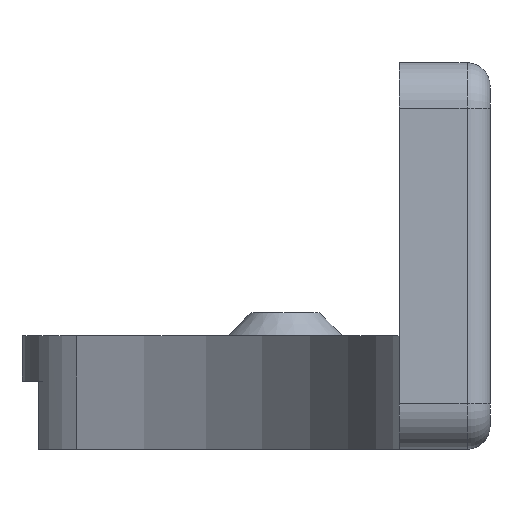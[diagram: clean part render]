
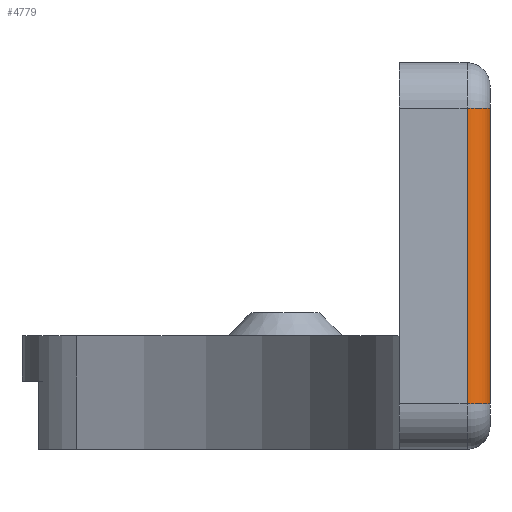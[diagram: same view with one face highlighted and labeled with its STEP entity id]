
A CAD part, front view. The second image highlights one B-rep face of the part: STEP entity #4779.
In plain terms, the highlighted cylindrical face has radius 1 mm (diameter 2 mm), a partial arc.
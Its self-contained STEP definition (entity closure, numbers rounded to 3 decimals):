
#887 = PLANE('',#888);
#888 = AXIS2_PLACEMENT_3D('',#889,#890,#891);
#889 = CARTESIAN_POINT('',(70.,0.1,38.));
#890 = DIRECTION('',(1.,0.,0.));
#891 = DIRECTION('',(0.,0.,-1.));
#1136 = PLANE('',#1137);
#1137 = AXIS2_PLACEMENT_3D('',#1138,#1139,#1140);
#1138 = CARTESIAN_POINT('',(68.,-27.9,44.5));
#1139 = DIRECTION('',(0.,-1.,0.));
#1140 = DIRECTION('',(0.,0.,-1.));
#2474 = VERTEX_POINT('',#2475);
#2475 = CARTESIAN_POINT('',(70.,-26.9,44.5));
#2494 = TOROIDAL_SURFACE('',#2495,1.,1.);
#2495 = AXIS2_PLACEMENT_3D('',#2496,#2497,#2498);
#2496 = CARTESIAN_POINT('',(69.,-25.9,44.5));
#2497 = DIRECTION('',(-1.,0.,0.));
#2498 = DIRECTION('',(0.,-1.,0.));
#2506 = EDGE_CURVE('',#2507,#2474,#2509,.T.);
#2507 = VERTEX_POINT('',#2508);
#2508 = CARTESIAN_POINT('',(70.,-26.9,31.5));
#2509 = SURFACE_CURVE('',#2510,(#2514,#2521),.PCURVE_S1.);
#2510 = LINE('',#2511,#2512);
#2511 = CARTESIAN_POINT('',(70.,-26.9,31.5));
#2512 = VECTOR('',#2513,1.);
#2513 = DIRECTION('',(0.,0.,1.));
#2514 = PCURVE('',#887,#2515);
#2515 = DEFINITIONAL_REPRESENTATION('',(#2516),#2520);
#2516 = LINE('',#2517,#2518);
#2517 = CARTESIAN_POINT('',(6.5,-27.));
#2518 = VECTOR('',#2519,1.);
#2519 = DIRECTION('',(-1.,0.));
#2520 = ( GEOMETRIC_REPRESENTATION_CONTEXT(2) 
PARAMETRIC_REPRESENTATION_CONTEXT() REPRESENTATION_CONTEXT('2D SPACE',''
  ) );
#2521 = PCURVE('',#2522,#2527);
#2522 = CYLINDRICAL_SURFACE('',#2523,1.);
#2523 = AXIS2_PLACEMENT_3D('',#2524,#2525,#2526);
#2524 = CARTESIAN_POINT('',(69.,-26.9,31.5));
#2525 = DIRECTION('',(0.,0.,1.));
#2526 = DIRECTION('',(1.,0.,0.));
#2527 = DEFINITIONAL_REPRESENTATION('',(#2528),#2532);
#2528 = LINE('',#2529,#2530);
#2529 = CARTESIAN_POINT('',(-0.,0.));
#2530 = VECTOR('',#2531,1.);
#2531 = DIRECTION('',(-0.,1.));
#2532 = ( GEOMETRIC_REPRESENTATION_CONTEXT(2) 
PARAMETRIC_REPRESENTATION_CONTEXT() REPRESENTATION_CONTEXT('2D SPACE',''
  ) );
#2555 = TOROIDAL_SURFACE('',#2556,1.,1.);
#2556 = AXIS2_PLACEMENT_3D('',#2557,#2558,#2559);
#2557 = CARTESIAN_POINT('',(69.,-25.9,31.5));
#2558 = DIRECTION('',(-1.,0.,0.));
#2559 = DIRECTION('',(0.,0.,-1.));
#2984 = VERTEX_POINT('',#2985);
#2985 = CARTESIAN_POINT('',(69.,-27.9,44.5));
#3118 = VERTEX_POINT('',#3119);
#3119 = CARTESIAN_POINT('',(69.,-27.9,31.5));
#3162 = EDGE_CURVE('',#3118,#2984,#3163,.T.);
#3163 = SURFACE_CURVE('',#3164,(#3168,#3175),.PCURVE_S1.);
#3164 = LINE('',#3165,#3166);
#3165 = CARTESIAN_POINT('',(69.,-27.9,31.5));
#3166 = VECTOR('',#3167,1.);
#3167 = DIRECTION('',(0.,0.,1.));
#3168 = PCURVE('',#1136,#3169);
#3169 = DEFINITIONAL_REPRESENTATION('',(#3170),#3174);
#3170 = LINE('',#3171,#3172);
#3171 = CARTESIAN_POINT('',(13.,1.));
#3172 = VECTOR('',#3173,1.);
#3173 = DIRECTION('',(-1.,0.));
#3174 = ( GEOMETRIC_REPRESENTATION_CONTEXT(2) 
PARAMETRIC_REPRESENTATION_CONTEXT() REPRESENTATION_CONTEXT('2D SPACE',''
  ) );
#3175 = PCURVE('',#2522,#3176);
#3176 = DEFINITIONAL_REPRESENTATION('',(#3177),#3181);
#3177 = LINE('',#3178,#3179);
#3178 = CARTESIAN_POINT('',(-1.571,0.));
#3179 = VECTOR('',#3180,1.);
#3180 = DIRECTION('',(-0.,1.));
#3181 = ( GEOMETRIC_REPRESENTATION_CONTEXT(2) 
PARAMETRIC_REPRESENTATION_CONTEXT() REPRESENTATION_CONTEXT('2D SPACE',''
  ) );
#4731 = EDGE_CURVE('',#2474,#2984,#4732,.T.);
#4732 = SURFACE_CURVE('',#4733,(#4738,#4744),.PCURVE_S1.);
#4733 = CIRCLE('',#4734,1.);
#4734 = AXIS2_PLACEMENT_3D('',#4735,#4736,#4737);
#4735 = CARTESIAN_POINT('',(69.,-26.9,44.5));
#4736 = DIRECTION('',(0.,0.,-1.));
#4737 = DIRECTION('',(1.,0.,0.));
#4738 = PCURVE('',#2494,#4739);
#4739 = DEFINITIONAL_REPRESENTATION('',(#4740),#4743);
#4740 = B_SPLINE_CURVE_WITH_KNOTS('',1,(#4741,#4742),.UNSPECIFIED.,.F.,
  .F.,(2,2),(0.,1.571),.PIECEWISE_BEZIER_KNOTS.);
#4741 = CARTESIAN_POINT('',(0.,4.712));
#4742 = CARTESIAN_POINT('',(0.,6.283));
#4743 = ( GEOMETRIC_REPRESENTATION_CONTEXT(2) 
PARAMETRIC_REPRESENTATION_CONTEXT() REPRESENTATION_CONTEXT('2D SPACE',''
  ) );
#4744 = PCURVE('',#2522,#4745);
#4745 = DEFINITIONAL_REPRESENTATION('',(#4746),#4749);
#4746 = B_SPLINE_CURVE_WITH_KNOTS('',1,(#4747,#4748),.UNSPECIFIED.,.F.,
  .F.,(2,2),(0.,1.571),.PIECEWISE_BEZIER_KNOTS.);
#4747 = CARTESIAN_POINT('',(0.,13.));
#4748 = CARTESIAN_POINT('',(-1.571,13.));
#4749 = ( GEOMETRIC_REPRESENTATION_CONTEXT(2) 
PARAMETRIC_REPRESENTATION_CONTEXT() REPRESENTATION_CONTEXT('2D SPACE',''
  ) );
#4779 = ADVANCED_FACE('',(#4780),#2522,.T.);
#4780 = FACE_BOUND('',#4781,.F.);
#4781 = EDGE_LOOP('',(#4782,#4802,#4803,#4804));
#4782 = ORIENTED_EDGE('',*,*,#4783,.T.);
#4783 = EDGE_CURVE('',#2507,#3118,#4784,.T.);
#4784 = SURFACE_CURVE('',#4785,(#4790,#4796),.PCURVE_S1.);
#4785 = CIRCLE('',#4786,1.);
#4786 = AXIS2_PLACEMENT_3D('',#4787,#4788,#4789);
#4787 = CARTESIAN_POINT('',(69.,-26.9,31.5));
#4788 = DIRECTION('',(0.,0.,-1.));
#4789 = DIRECTION('',(0.,-1.,0.));
#4790 = PCURVE('',#2522,#4791);
#4791 = DEFINITIONAL_REPRESENTATION('',(#4792),#4795);
#4792 = B_SPLINE_CURVE_WITH_KNOTS('',1,(#4793,#4794),.UNSPECIFIED.,.F.,
  .F.,(2,2),(4.712,6.283),.PIECEWISE_BEZIER_KNOTS.);
#4793 = CARTESIAN_POINT('',(0.,0.));
#4794 = CARTESIAN_POINT('',(-1.571,0.));
#4795 = ( GEOMETRIC_REPRESENTATION_CONTEXT(2) 
PARAMETRIC_REPRESENTATION_CONTEXT() REPRESENTATION_CONTEXT('2D SPACE',''
  ) );
#4796 = PCURVE('',#2555,#4797);
#4797 = DEFINITIONAL_REPRESENTATION('',(#4798),#4801);
#4798 = B_SPLINE_CURVE_WITH_KNOTS('',1,(#4799,#4800),.UNSPECIFIED.,.F.,
  .F.,(2,2),(4.712,6.283),.PIECEWISE_BEZIER_KNOTS.);
#4799 = CARTESIAN_POINT('',(1.571,4.712));
#4800 = CARTESIAN_POINT('',(1.571,6.283));
#4801 = ( GEOMETRIC_REPRESENTATION_CONTEXT(2) 
PARAMETRIC_REPRESENTATION_CONTEXT() REPRESENTATION_CONTEXT('2D SPACE',''
  ) );
#4802 = ORIENTED_EDGE('',*,*,#3162,.T.);
#4803 = ORIENTED_EDGE('',*,*,#4731,.F.);
#4804 = ORIENTED_EDGE('',*,*,#2506,.F.);
